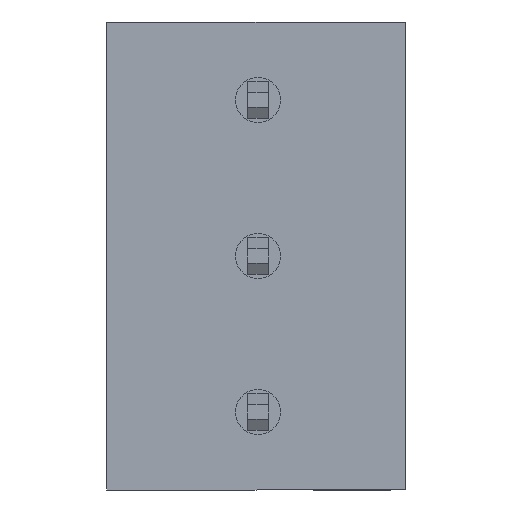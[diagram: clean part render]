
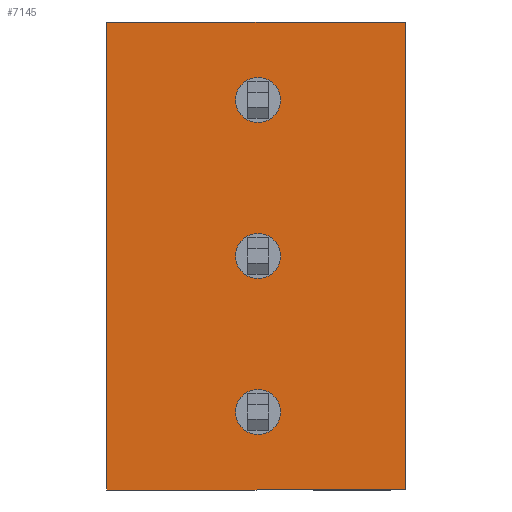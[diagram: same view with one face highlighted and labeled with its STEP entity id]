
A CAD part, front view. The second image highlights one B-rep face of the part: STEP entity #7145.
In plain terms, the highlighted planar face has unit normal (0, -1, 0).
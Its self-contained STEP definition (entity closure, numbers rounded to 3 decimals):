
#104 = DIRECTION ( 'NONE',  ( 0., 0., -1. ) ) ;
#111 = CARTESIAN_POINT ( 'NONE',  ( -35.155, 20.821, -0.31 ) ) ;
#133 = VECTOR ( 'NONE', #6752, 1000. ) ;
#148 = EDGE_CURVE ( 'NONE', #2986, #497, #2934, .T. ) ;
#161 = VERTEX_POINT ( 'NONE', #3943 ) ;
#312 = AXIS2_PLACEMENT_3D ( 'NONE', #1684, #6764, #1608 ) ;
#405 = LINE ( 'NONE', #7357, #7016 ) ;
#497 = VERTEX_POINT ( 'NONE', #5227 ) ;
#626 = CARTESIAN_POINT ( 'NONE',  ( -31.455, 20.821, 0. ) ) ;
#652 = DIRECTION ( 'NONE',  ( 0., 1., 0. ) ) ;
#904 = EDGE_LOOP ( 'NONE', ( #1189, #4871 ) ) ;
#961 = FACE_BOUND ( 'NONE', #3664, .T. ) ;
#992 = DIRECTION ( 'NONE',  ( 0., 0., -1. ) ) ;
#1007 = CARTESIAN_POINT ( 'NONE',  ( -35.155, 20.821, -9.525 ) ) ;
#1017 = CARTESIAN_POINT ( 'NONE',  ( -27.855, 20.821, -0.31 ) ) ;
#1050 = LINE ( 'NONE', #1007, #5348 ) ;
#1189 = ORIENTED_EDGE ( 'NONE', *, *, #1498, .T. ) ;
#1194 = CARTESIAN_POINT ( 'NONE',  ( -31.455, 20.821, -8.17 ) ) ;
#1453 = VECTOR ( 'NONE', #2970, 1000. ) ;
#1498 = EDGE_CURVE ( 'NONE', #497, #2986, #3449, .T. ) ;
#1608 = DIRECTION ( 'NONE',  ( 0., 0., -1. ) ) ;
#1684 = CARTESIAN_POINT ( 'NONE',  ( -31.455, 20.821, -7.62 ) ) ;
#1793 = ORIENTED_EDGE ( 'NONE', *, *, #3291, .T. ) ;
#1820 = DIRECTION ( 'NONE',  ( 0., 0., -1. ) ) ;
#1901 = CARTESIAN_POINT ( 'NONE',  ( -31.455, 20.821, 0.55 ) ) ;
#2540 = AXIS2_PLACEMENT_3D ( 'NONE', #2697, #3796, #992 ) ;
#2561 = CARTESIAN_POINT ( 'NONE',  ( -31.455, 20.821, -7.07 ) ) ;
#2697 = CARTESIAN_POINT ( 'NONE',  ( -35.155, 20.821, -0.31 ) ) ;
#2730 = EDGE_CURVE ( 'NONE', #5039, #4877, #6866, .T. ) ;
#2736 = CARTESIAN_POINT ( 'NONE',  ( -31.455, 20.821, -0.55 ) ) ;
#2774 = PLANE ( 'NONE',  #2540 ) ;
#2817 = ORIENTED_EDGE ( 'NONE', *, *, #5941, .T. ) ;
#2934 = CIRCLE ( 'NONE', #7190, 0.55 ) ;
#2940 = ORIENTED_EDGE ( 'NONE', *, *, #3977, .T. ) ;
#2970 = DIRECTION ( 'NONE',  ( 0., 0., -1. ) ) ;
#2986 = VERTEX_POINT ( 'NONE', #7012 ) ;
#3013 = CARTESIAN_POINT ( 'NONE',  ( -31.455, 20.821, -7.62 ) ) ;
#3030 = VERTEX_POINT ( 'NONE', #1901 ) ;
#3051 = CARTESIAN_POINT ( 'NONE',  ( -31.455, 20.821, -3.81 ) ) ;
#3291 = EDGE_CURVE ( 'NONE', #3808, #161, #4098, .T. ) ;
#3344 = AXIS2_PLACEMENT_3D ( 'NONE', #5161, #3399, #3909 ) ;
#3399 = DIRECTION ( 'NONE',  ( 0., 1., 0. ) ) ;
#3449 = CIRCLE ( 'NONE', #3578, 0.55 ) ;
#3561 = VERTEX_POINT ( 'NONE', #2736 ) ;
#3568 = CARTESIAN_POINT ( 'NONE',  ( -35.155, 20.821, 1.905 ) ) ;
#3578 = AXIS2_PLACEMENT_3D ( 'NONE', #3051, #652, #104 ) ;
#3664 = EDGE_LOOP ( 'NONE', ( #2817, #5030 ) ) ;
#3684 = EDGE_CURVE ( 'NONE', #6696, #3808, #405, .T. ) ;
#3709 = ORIENTED_EDGE ( 'NONE', *, *, #2730, .T. ) ;
#3796 = DIRECTION ( 'NONE',  ( 0., -1., 0. ) ) ;
#3808 = VERTEX_POINT ( 'NONE', #3568 ) ;
#3838 = DIRECTION ( 'NONE',  ( 0., 0., -1. ) ) ;
#3869 = EDGE_CURVE ( 'NONE', #3030, #3561, #5106, .T. ) ;
#3880 = AXIS2_PLACEMENT_3D ( 'NONE', #3013, #5907, #1820 ) ;
#3895 = DIRECTION ( 'NONE',  ( -1., 0., 0. ) ) ;
#3909 = DIRECTION ( 'NONE',  ( 0., 0., -1. ) ) ;
#3929 = FACE_OUTER_BOUND ( 'NONE', #4815, .T. ) ;
#3943 = CARTESIAN_POINT ( 'NONE',  ( -35.155, 20.821, -9.525 ) ) ;
#3977 = EDGE_CURVE ( 'NONE', #4877, #5039, #5323, .T. ) ;
#4063 = VERTEX_POINT ( 'NONE', #5751 ) ;
#4098 = LINE ( 'NONE', #111, #1453 ) ;
#4294 = ORIENTED_EDGE ( 'NONE', *, *, #3684, .T. ) ;
#4378 = AXIS2_PLACEMENT_3D ( 'NONE', #626, #6305, #6977 ) ;
#4702 = EDGE_CURVE ( 'NONE', #161, #4063, #1050, .T. ) ;
#4815 = EDGE_LOOP ( 'NONE', ( #1793, #5511, #7278, #4294 ) ) ;
#4871 = ORIENTED_EDGE ( 'NONE', *, *, #148, .T. ) ;
#4877 = VERTEX_POINT ( 'NONE', #2561 ) ;
#5030 = ORIENTED_EDGE ( 'NONE', *, *, #3869, .T. ) ;
#5039 = VERTEX_POINT ( 'NONE', #1194 ) ;
#5106 = CIRCLE ( 'NONE', #4378, 0.55 ) ;
#5161 = CARTESIAN_POINT ( 'NONE',  ( -31.455, 20.821, 0. ) ) ;
#5227 = CARTESIAN_POINT ( 'NONE',  ( -31.455, 20.821, -4.36 ) ) ;
#5323 = CIRCLE ( 'NONE', #3880, 0.55 ) ;
#5348 = VECTOR ( 'NONE', #5636, 1000. ) ;
#5511 = ORIENTED_EDGE ( 'NONE', *, *, #4702, .T. ) ;
#5636 = DIRECTION ( 'NONE',  ( 1., 0., 0. ) ) ;
#5659 = FACE_BOUND ( 'NONE', #6571, .T. ) ;
#5751 = CARTESIAN_POINT ( 'NONE',  ( -27.855, 20.821, -9.525 ) ) ;
#5907 = DIRECTION ( 'NONE',  ( 0., 1., 0. ) ) ;
#5941 = EDGE_CURVE ( 'NONE', #3561, #3030, #6262, .T. ) ;
#6131 = FACE_BOUND ( 'NONE', #904, .T. ) ;
#6262 = CIRCLE ( 'NONE', #3344, 0.55 ) ;
#6305 = DIRECTION ( 'NONE',  ( 0., 1., 0. ) ) ;
#6516 = CARTESIAN_POINT ( 'NONE',  ( -27.855, 20.821, 1.905 ) ) ;
#6571 = EDGE_LOOP ( 'NONE', ( #3709, #2940 ) ) ;
#6666 = CARTESIAN_POINT ( 'NONE',  ( -31.455, 20.821, -3.81 ) ) ;
#6677 = LINE ( 'NONE', #1017, #133 ) ;
#6696 = VERTEX_POINT ( 'NONE', #6516 ) ;
#6752 = DIRECTION ( 'NONE',  ( 0., 0., 1. ) ) ;
#6764 = DIRECTION ( 'NONE',  ( 0., 1., 0. ) ) ;
#6780 = DIRECTION ( 'NONE',  ( 0., 1., 0. ) ) ;
#6866 = CIRCLE ( 'NONE', #312, 0.55 ) ;
#6977 = DIRECTION ( 'NONE',  ( 0., 0., -1. ) ) ;
#7012 = CARTESIAN_POINT ( 'NONE',  ( -31.455, 20.821, -3.26 ) ) ;
#7016 = VECTOR ( 'NONE', #3895, 1000. ) ;
#7145 = ADVANCED_FACE ( 'NONE', ( #3929, #5659, #6131, #961 ), #2774, .T. ) ;
#7190 = AXIS2_PLACEMENT_3D ( 'NONE', #6666, #6780, #3838 ) ;
#7278 = ORIENTED_EDGE ( 'NONE', *, *, #7309, .T. ) ;
#7309 = EDGE_CURVE ( 'NONE', #4063, #6696, #6677, .T. ) ;
#7357 = CARTESIAN_POINT ( 'NONE',  ( -35.155, 20.821, 1.905 ) ) ;
